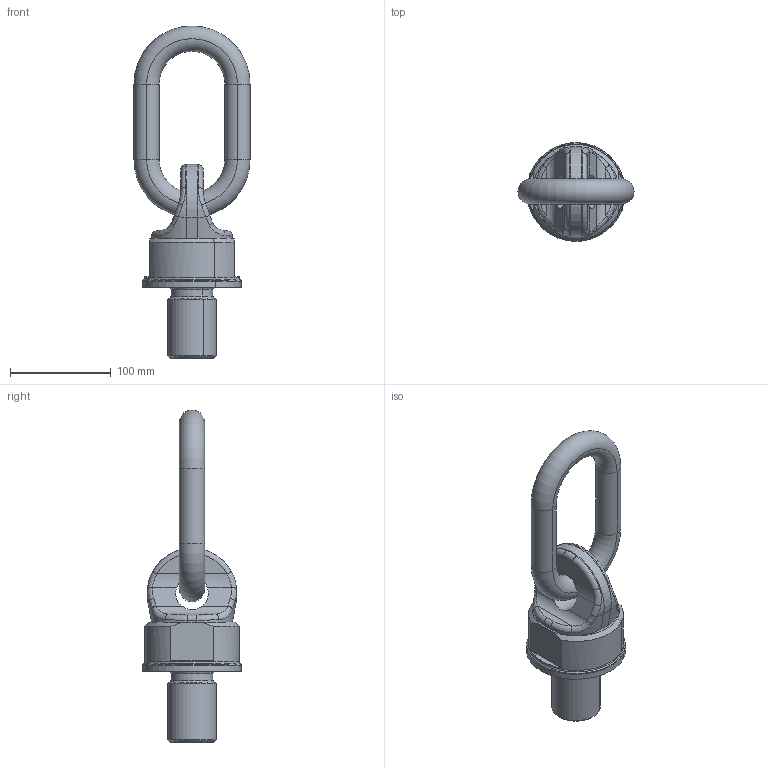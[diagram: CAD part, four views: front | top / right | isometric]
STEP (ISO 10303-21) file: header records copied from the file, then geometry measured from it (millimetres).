
FILE_DESCRIPTION(('CATIA V5 STEP Exchange'),'2;1');
FILE_NAME('8-271-130.stp','2016-01-26T03:29:07+00:00',('none'),('none'),'CATIA Version 5 Release 21 GA (IN-10)','CATIA V5 STEP AP203','none');
FILE_SCHEMA(('CONFIG_CONTROL_DESIGN'));
Length unit declared in the file: millimetre
Products named in the file (1): 8-271-130_AllCATPart
Bounding box: 115 x 97.97 x 328.99 mm (x, y, z)
Volume: 820061.2 mm3; surface area: 85913.6 mm2
Topology: 1 solids, 1 shells, 104 faces, 242 edges, 140 vertices
Faces by surface type: cylinder 26, plane 22, torus 22, bspline 20, cone 12, revolution 2
Entity records: 4504 total; most frequent: CARTESIAN_POINT 2471, ORIENTED_EDGE 484, DIRECTION 266, EDGE_CURVE 242, AXIS2_PLACEMENT_3D 147, VERTEX_POINT 140, EDGE_LOOP 108, ADVANCED_FACE 104
